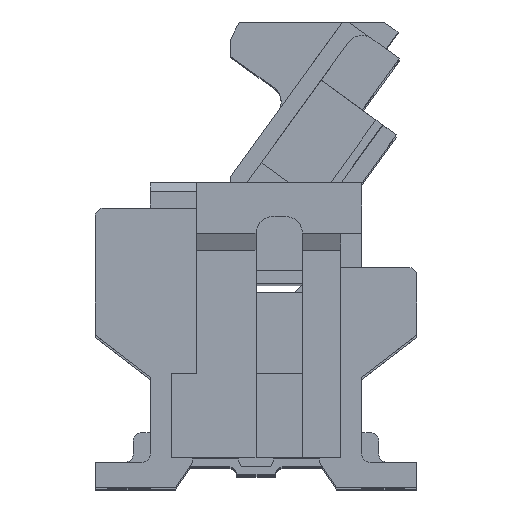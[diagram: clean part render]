
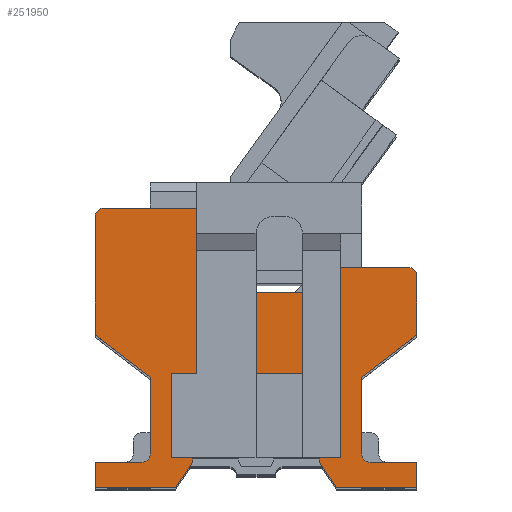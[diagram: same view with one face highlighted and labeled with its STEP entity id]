
A CAD part, top view. The second image highlights one B-rep face of the part: STEP entity #251950.
In plain terms, the highlighted planar face has unit normal (0, 0, 1).
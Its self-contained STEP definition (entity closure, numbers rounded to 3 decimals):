
#198960=CARTESIAN_POINT('',(-0.3,1.65,3.99));
#198970=VERTEX_POINT('',#198960);
#199000=CARTESIAN_POINT('',(-0.3,1.65,3.99));
#199010=DIRECTION('',(-1.,0.,0.));
#199020=VECTOR('',#199010,1.);
#199030=LINE('',#199000,#199020);
#199040=CARTESIAN_POINT('',(-1.35,1.65,3.99));
#199050=VERTEX_POINT('',#199040);
#199060=EDGE_CURVE('',#198970,#199050,#199030,.T.);
#201940=CARTESIAN_POINT('',(-2.,0.7,3.99));
#201950=VERTEX_POINT('',#201940);
#201980=CARTESIAN_POINT('',(-1.634,0.7,3.99));
#201990=DIRECTION('',(1.,0.,0.));
#202000=VECTOR('',#201990,1.);
#202010=LINE('',#201980,#202000);
#202020=CARTESIAN_POINT('',(0.,0.7,3.99));
#202030=VERTEX_POINT('',#202020);
#202040=EDGE_CURVE('',#201950,#202030,#202010,.T.);
#209020=CARTESIAN_POINT('',(0.,0.354,3.99));
#209030=DIRECTION('',(0.,-1.,0.));
#209040=VECTOR('',#209030,1.);
#209050=LINE('',#209020,#209040);
#209060=CARTESIAN_POINT('',(0.,-0.3,3.99));
#209070=VERTEX_POINT('',#209060);
#209080=EDGE_CURVE('',#202030,#209070,#209050,.T.);
#214390=CARTESIAN_POINT('',(-1.35,1.75,3.99));
#214400=DIRECTION('',(0.,0.,-1.));
#214410=DIRECTION('',(-1.,0.,0.));
#214420=AXIS2_PLACEMENT_3D('',#214390,#214400,#214410);
#214430=CIRCLE('',#214420,0.1);
#214440=CARTESIAN_POINT('',(-1.45,1.75,3.99));
#214450=VERTEX_POINT('',#214440);
#214460=EDGE_CURVE('',#199050,#214450,#214430,.T.);
#217890=CARTESIAN_POINT('',(-2.,-0.3,3.99));
#217900=VERTEX_POINT('',#217890);
#217930=CARTESIAN_POINT('',(-2.,0.354,3.99));
#217940=DIRECTION('',(0.,1.,0.));
#217950=VECTOR('',#217940,1.);
#217960=LINE('',#217930,#217950);
#217970=EDGE_CURVE('',#217900,#201950,#217960,.T.);
#221330=CARTESIAN_POINT('',(-2.8,2.55,3.99));
#221340=DIRECTION('',(0.,0.,-1.));
#221350=DIRECTION('',(-1.,0.,0.));
#221360=AXIS2_PLACEMENT_3D('',#221330,#221340,#221350);
#221370=CIRCLE('',#221360,0.1);
#221380=CARTESIAN_POINT('',(-2.9,2.55,3.99));
#221390=VERTEX_POINT('',#221380);
#221400=CARTESIAN_POINT('',(-2.8,2.65,3.99));
#221410=VERTEX_POINT('',#221400);
#221420=EDGE_CURVE('',#221390,#221410,#221370,.T.);
#243940=CARTESIAN_POINT('',(-2.25,0.65,3.99));
#243950=DIRECTION('',(-0.793,0.61,0.));
#243960=VECTOR('',#243950,1.);
#243970=LINE('',#243940,#243960);
#243980=CARTESIAN_POINT('',(-2.25,0.65,3.99));
#243990=VERTEX_POINT('',#243980);
#244000=CARTESIAN_POINT('',(-2.9,1.15,3.99));
#244010=VERTEX_POINT('',#244000);
#244020=EDGE_CURVE('',#243990,#244010,#243970,.T.);
#244480=CARTESIAN_POINT('',(-1.75,-0.35,3.99));
#244490=VERTEX_POINT('',#244480);
#244520=CARTESIAN_POINT('',(-1.75,-0.3,3.99));
#244530=DIRECTION('',(0.,1.,0.));
#244540=VECTOR('',#244530,1.);
#244550=LINE('',#244520,#244540);
#244560=CARTESIAN_POINT('',(-1.75,-0.3,3.99));
#244570=VERTEX_POINT('',#244560);
#244580=EDGE_CURVE('',#244490,#244570,#244550,.T.);
#244780=CARTESIAN_POINT('',(-2.9,-0.65,3.99));
#244790=VERTEX_POINT('',#244780);
#244840=CARTESIAN_POINT('',(-0.3,-0.65,3.99));
#244850=DIRECTION('',(-1.,0.,0.));
#244860=VECTOR('',#244850,1.);
#244870=LINE('',#244840,#244860);
#244880=CARTESIAN_POINT('',(-1.95,-0.65,3.99));
#244890=VERTEX_POINT('',#244880);
#244900=EDGE_CURVE('',#244890,#244790,#244870,.T.);
#245360=CARTESIAN_POINT('',(-0.3,1.95,3.99));
#245370=DIRECTION('',(-1.,0.,0.));
#245380=VECTOR('',#245370,1.);
#245390=LINE('',#245360,#245380);
#245400=CARTESIAN_POINT('',(0.8,1.95,3.99));
#245410=VERTEX_POINT('',#245400);
#245420=CARTESIAN_POINT('',(-0.1,1.95,3.99));
#245430=VERTEX_POINT('',#245420);
#245440=EDGE_CURVE('',#245410,#245430,#245390,.T.);
#245870=CARTESIAN_POINT('',(-1.45,2.65,3.99));
#245880=VERTEX_POINT('',#245870);
#245910=CARTESIAN_POINT('',(-0.3,2.65,3.99));
#245920=DIRECTION('',(-1.,0.,0.));
#245930=VECTOR('',#245920,1.);
#245940=LINE('',#245910,#245930);
#245950=EDGE_CURVE('',#245880,#221410,#245940,.T.);
#247100=CARTESIAN_POINT('',(-2.35,-0.35,3.99));
#247110=VERTEX_POINT('',#247100);
#247140=CARTESIAN_POINT('',(-0.3,-0.35,3.99));
#247150=DIRECTION('',(-1.,0.,0.));
#247160=VECTOR('',#247150,1.);
#247170=LINE('',#247140,#247160);
#247180=CARTESIAN_POINT('',(-2.9,-0.35,3.99));
#247190=VERTEX_POINT('',#247180);
#247200=EDGE_CURVE('',#247110,#247190,#247170,.T.);
#247460=CARTESIAN_POINT('',(-0.1,1.85,3.99));
#247470=DIRECTION('',(0.,0.,-1.));
#247480=DIRECTION('',(-1.,0.,0.));
#247490=AXIS2_PLACEMENT_3D('',#247460,#247470,#247480);
#247500=CIRCLE('',#247490,0.1);
#247510=CARTESIAN_POINT('',(-0.2,1.85,3.99));
#247520=VERTEX_POINT('',#247510);
#247530=EDGE_CURVE('',#247520,#245430,#247500,.T.);
#248290=CARTESIAN_POINT('',(-2.9,-0.3,3.99));
#248300=DIRECTION('',(0.,1.,0.));
#248310=VECTOR('',#248300,1.);
#248320=LINE('',#248290,#248310);
#248330=EDGE_CURVE('',#244790,#247190,#248320,.T.);
#248550=CARTESIAN_POINT('',(0.9,-0.35,3.99));
#248560=VERTEX_POINT('',#248550);
#248590=CARTESIAN_POINT('',(-1.7,-0.35,3.99));
#248600=DIRECTION('',(1.,0.,0.));
#248610=VECTOR('',#248600,1.);
#248620=LINE('',#248590,#248610);
#248630=CARTESIAN_POINT('',(0.35,-0.35,3.99));
#248640=VERTEX_POINT('',#248630);
#248650=EDGE_CURVE('',#248640,#248560,#248620,.T.);
#248810=CARTESIAN_POINT('',(0.9,-0.3,3.99));
#248820=DIRECTION('',(0.,1.,0.));
#248830=VECTOR('',#248820,1.);
#248840=LINE('',#248810,#248830);
#248850=CARTESIAN_POINT('',(0.9,1.15,3.99));
#248860=VERTEX_POINT('',#248850);
#248870=CARTESIAN_POINT('',(0.9,1.85,3.99));
#248880=VERTEX_POINT('',#248870);
#248890=EDGE_CURVE('',#248860,#248880,#248840,.T.);
#249440=CARTESIAN_POINT('',(0.8,1.85,3.99));
#249450=DIRECTION('',(0.,0.,-1.));
#249460=DIRECTION('',(-1.,0.,0.));
#249470=AXIS2_PLACEMENT_3D('',#249440,#249450,#249460);
#249480=CIRCLE('',#249470,0.1);
#249490=EDGE_CURVE('',#245410,#248880,#249480,.T.);
#249600=CARTESIAN_POINT('',(0.25,0.65,3.99));
#249610=DIRECTION('',(0.793,0.61,0.));
#249620=VECTOR('',#249610,1.);
#249630=LINE('',#249600,#249620);
#249640=CARTESIAN_POINT('',(0.25,0.65,3.99));
#249650=VERTEX_POINT('',#249640);
#249660=EDGE_CURVE('',#249650,#248860,#249630,.T.);
#249880=CARTESIAN_POINT('',(-0.25,-0.35,3.99));
#249890=VERTEX_POINT('',#249880);
#249920=CARTESIAN_POINT('',(-0.05,-0.65,3.99));
#249930=DIRECTION('',(-0.555,0.832,0.));
#249940=VECTOR('',#249930,1.);
#249950=LINE('',#249920,#249940);
#249960=CARTESIAN_POINT('',(-0.05,-0.65,3.99));
#249970=VERTEX_POINT('',#249960);
#249980=EDGE_CURVE('',#249970,#249890,#249950,.T.);
#250170=CARTESIAN_POINT('',(-1.45,-0.3,3.99));
#250180=DIRECTION('',(0.,1.,0.));
#250190=VECTOR('',#250180,1.);
#250200=LINE('',#250170,#250190);
#250210=EDGE_CURVE('',#214450,#245880,#250200,.T.);
#250340=CARTESIAN_POINT('',(-0.2,-0.3,3.99));
#250350=DIRECTION('',(0.,1.,0.));
#250360=VECTOR('',#250350,1.);
#250370=LINE('',#250340,#250360);
#250380=CARTESIAN_POINT('',(-0.2,1.75,3.99));
#250390=VERTEX_POINT('',#250380);
#250400=EDGE_CURVE('',#250390,#247520,#250370,.T.);
#250560=CARTESIAN_POINT('',(-0.3,1.75,3.99));
#250570=DIRECTION('',(0.,0.,-1.));
#250580=DIRECTION('',(-1.,0.,0.));
#250590=AXIS2_PLACEMENT_3D('',#250560,#250570,#250580);
#250600=CIRCLE('',#250590,0.1);
#250610=EDGE_CURVE('',#250390,#198970,#250600,.T.);
#250870=CARTESIAN_POINT('',(-2.25,-0.25,3.99));
#250880=VERTEX_POINT('',#250870);
#250910=CARTESIAN_POINT('',(-2.35,-0.25,3.99));
#250920=DIRECTION('',(0.,0.,-1.));
#250930=DIRECTION('',(-1.,0.,0.));
#250940=AXIS2_PLACEMENT_3D('',#250910,#250920,#250930);
#250950=CIRCLE('',#250940,0.1);
#250960=EDGE_CURVE('',#250880,#247110,#250950,.T.);
#251020=CARTESIAN_POINT('',(0.151,1.185,3.99));
#251030=DIRECTION('',(0.,0.,1.));
#251040=DIRECTION('',(1.,0.,0.));
#251050=AXIS2_PLACEMENT_3D('',#251020,#251030,#251040);
#251060=PLANE('',#251050);
#251070=CARTESIAN_POINT('',(-2.9,-0.3,3.99));
#251080=DIRECTION('',(0.,1.,0.));
#251090=VECTOR('',#251080,1.);
#251100=LINE('',#251070,#251090);
#251110=EDGE_CURVE('',#244010,#221390,#251100,.T.);
#251120=ORIENTED_EDGE('',*,*,#251110,.F.);
#251130=ORIENTED_EDGE('',*,*,#221420,.F.);
#251140=ORIENTED_EDGE('',*,*,#245950,.T.);
#251150=ORIENTED_EDGE('',*,*,#250210,.T.);
#251160=ORIENTED_EDGE('',*,*,#214460,.T.);
#251170=ORIENTED_EDGE('',*,*,#199060,.T.);
#251180=ORIENTED_EDGE('',*,*,#250610,.T.);
#251190=ORIENTED_EDGE('',*,*,#250400,.F.);
#251200=ORIENTED_EDGE('',*,*,#247530,.F.);
#251210=ORIENTED_EDGE('',*,*,#245440,.T.);
#251220=ORIENTED_EDGE('',*,*,#249490,.F.);
#251230=ORIENTED_EDGE('',*,*,#248890,.T.);
#251240=ORIENTED_EDGE('',*,*,#249660,.T.);
#251250=CARTESIAN_POINT('',(0.25,-0.3,3.99));
#251260=DIRECTION('',(0.,1.,0.));
#251270=VECTOR('',#251260,1.);
#251280=LINE('',#251250,#251270);
#251290=CARTESIAN_POINT('',(0.25,-0.25,3.99));
#251300=VERTEX_POINT('',#251290);
#251310=EDGE_CURVE('',#251300,#249650,#251280,.T.);
#251320=ORIENTED_EDGE('',*,*,#251310,.T.);
#251330=CARTESIAN_POINT('',(0.35,-0.25,3.99));
#251340=DIRECTION('',(0.,0.,1.));
#251350=DIRECTION('',(1.,0.,0.));
#251360=AXIS2_PLACEMENT_3D('',#251330,#251340,#251350);
#251370=CIRCLE('',#251360,0.1);
#251380=EDGE_CURVE('',#251300,#248640,#251370,.T.);
#251390=ORIENTED_EDGE('',*,*,#251380,.F.);
#251400=ORIENTED_EDGE('',*,*,#248650,.F.);
#251410=CARTESIAN_POINT('',(0.9,-0.3,3.99));
#251420=DIRECTION('',(0.,1.,0.));
#251430=VECTOR('',#251420,1.);
#251440=LINE('',#251410,#251430);
#251450=CARTESIAN_POINT('',(0.9,-0.65,3.99));
#251460=VERTEX_POINT('',#251450);
#251470=EDGE_CURVE('',#251460,#248560,#251440,.T.);
#251480=ORIENTED_EDGE('',*,*,#251470,.T.);
#251490=CARTESIAN_POINT('',(-1.7,-0.65,3.99));
#251500=DIRECTION('',(1.,0.,0.));
#251510=VECTOR('',#251500,1.);
#251520=LINE('',#251490,#251510);
#251530=EDGE_CURVE('',#249970,#251460,#251520,.T.);
#251540=ORIENTED_EDGE('',*,*,#251530,.T.);
#251550=ORIENTED_EDGE('',*,*,#249980,.F.);
#251560=CARTESIAN_POINT('',(-0.25,-0.3,3.99));
#251570=DIRECTION('',(0.,1.,0.));
#251580=VECTOR('',#251570,1.);
#251590=LINE('',#251560,#251580);
#251600=CARTESIAN_POINT('',(-0.25,-0.3,3.99));
#251610=VERTEX_POINT('',#251600);
#251620=EDGE_CURVE('',#249890,#251610,#251590,.T.);
#251630=ORIENTED_EDGE('',*,*,#251620,.F.);
#251640=CARTESIAN_POINT('',(-1.634,-0.3,3.99));
#251650=DIRECTION('',(1.,0.,0.));
#251660=VECTOR('',#251650,1.);
#251670=LINE('',#251640,#251660);
#251680=EDGE_CURVE('',#251610,#209070,#251670,.T.);
#251690=ORIENTED_EDGE('',*,*,#251680,.F.);
#251700=ORIENTED_EDGE('',*,*,#209080,.T.);
#251710=ORIENTED_EDGE('',*,*,#202040,.T.);
#251720=ORIENTED_EDGE('',*,*,#217970,.T.);
#251730=EDGE_CURVE('',#217900,#244570,#251670,.T.);
#251740=ORIENTED_EDGE('',*,*,#251730,.F.);
#251750=ORIENTED_EDGE('',*,*,#244580,.T.);
#251760=CARTESIAN_POINT('',(-1.95,-0.65,3.99));
#251770=DIRECTION('',(0.555,0.832,0.));
#251780=VECTOR('',#251770,1.);
#251790=LINE('',#251760,#251780);
#251800=EDGE_CURVE('',#244890,#244490,#251790,.T.);
#251810=ORIENTED_EDGE('',*,*,#251800,.T.);
#251820=ORIENTED_EDGE('',*,*,#244900,.F.);
#251830=ORIENTED_EDGE('',*,*,#248330,.F.);
#251840=ORIENTED_EDGE('',*,*,#247200,.T.);
#251850=ORIENTED_EDGE('',*,*,#250960,.T.);
#251860=CARTESIAN_POINT('',(-2.25,-0.3,3.99));
#251870=DIRECTION('',(0.,1.,0.));
#251880=VECTOR('',#251870,1.);
#251890=LINE('',#251860,#251880);
#251900=EDGE_CURVE('',#250880,#243990,#251890,.T.);
#251910=ORIENTED_EDGE('',*,*,#251900,.F.);
#251920=ORIENTED_EDGE('',*,*,#244020,.F.);
#251930=EDGE_LOOP('',(#251920,#251910,#251850,#251840,#251830,#251820,
#251810,#251750,#251740,#251720,#251710,#251700,#251690,#251630,#251550,
#251540,#251480,#251400,#251390,#251320,#251240,#251230,#251220,#251210,
#251200,#251190,#251180,#251170,#251160,#251150,#251140,#251130,#251120)
);
#251940=FACE_OUTER_BOUND('',#251930,.T.);
#251950=ADVANCED_FACE('',(#251940),#251060,.T.);
